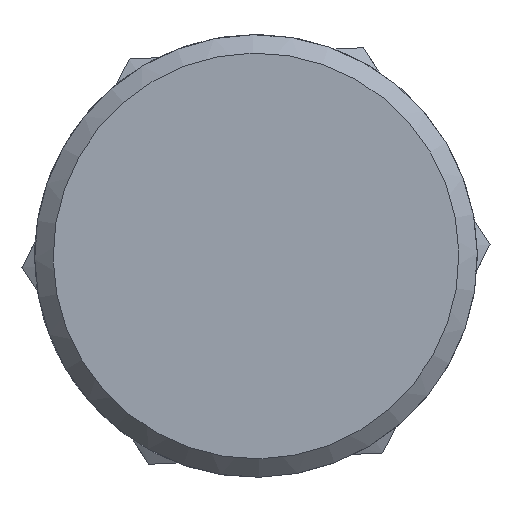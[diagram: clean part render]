
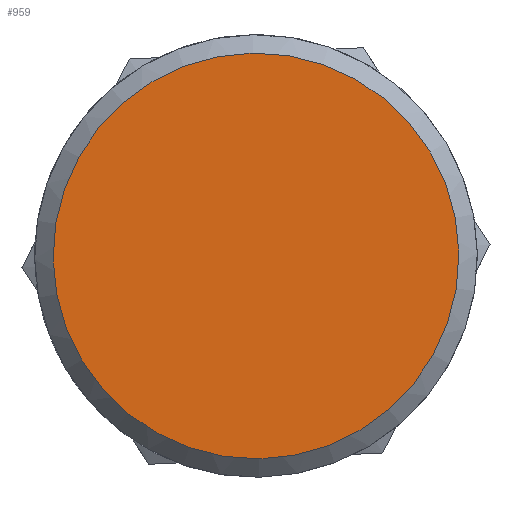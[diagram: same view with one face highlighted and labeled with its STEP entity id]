
A CAD part, front view. The second image highlights one B-rep face of the part: STEP entity #959.
In plain terms, the highlighted planar face has unit normal (0, -1, 0).
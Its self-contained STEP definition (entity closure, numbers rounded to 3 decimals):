
#153=FACE_OUTER_BOUND('',#207,.T.);
#207=EDGE_LOOP('',(#768,#769));
#317=CIRCLE('',#1113,5.5);
#318=CIRCLE('',#1114,5.5);
#406=VERTEX_POINT('',#1673);
#407=VERTEX_POINT('',#1674);
#529=EDGE_CURVE('',#406,#407,#317,.T.);
#530=EDGE_CURVE('',#407,#406,#318,.T.);
#768=ORIENTED_EDGE('',*,*,#529,.T.);
#769=ORIENTED_EDGE('',*,*,#530,.T.);
#871=PLANE('',#1115);
#959=ADVANCED_FACE('',(#153),#871,.T.);
#1113=AXIS2_PLACEMENT_3D('',#1675,#1386,#1387);
#1114=AXIS2_PLACEMENT_3D('',#1676,#1388,#1389);
#1115=AXIS2_PLACEMENT_3D('',#1678,#1391,#1392);
#1386=DIRECTION('center_axis',(0.,-1.,0.));
#1387=DIRECTION('ref_axis',(-0.015,0.,1.));
#1388=DIRECTION('center_axis',(0.,-1.,0.));
#1389=DIRECTION('ref_axis',(-0.015,0.,1.));
#1391=DIRECTION('center_axis',(0.,-1.,0.));
#1392=DIRECTION('ref_axis',(1.,0.,0.015));
#1673=CARTESIAN_POINT('',(-0.081,-23.392,5.499));
#1674=CARTESIAN_POINT('',(0.081,-23.392,-5.499));
#1675=CARTESIAN_POINT('Origin',(0.,-23.392,
0.));
#1676=CARTESIAN_POINT('Origin',(0.,-23.392,
0.));
#1678=CARTESIAN_POINT('Origin',(-0.04,-23.392,2.75));
